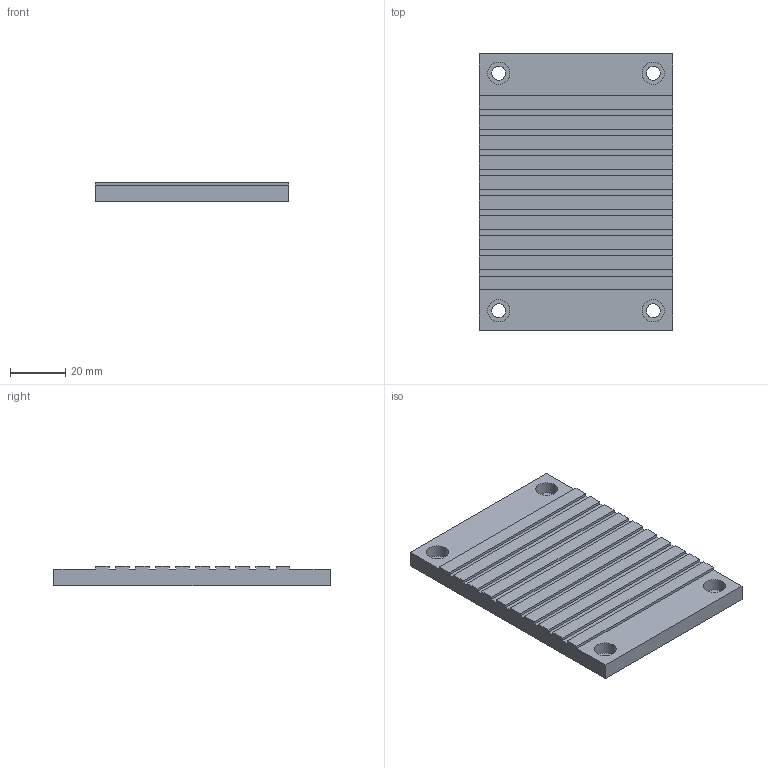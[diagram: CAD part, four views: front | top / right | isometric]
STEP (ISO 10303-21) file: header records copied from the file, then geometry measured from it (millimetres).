
FILE_DESCRIPTION(/* description */ (''),/* implementation_level */ '2;1');
FILE_NAME(/* name */ 'Scales parallel lines (1).step',/* time_stamp */ '2024-03-14T16:17:32+02:00',/* author */ (''),/* organization */ (''),/* preprocessor_version */ 'ST-DEVELOPER v20',/* originating_system */ 'Autodesk Translation Framework v12.20.1.177',/* authorisation */ '');
FILE_SCHEMA (('AUTOMOTIVE_DESIGN { 1 0 10303 214 3 1 1 }'));
Length unit declared in the file: millimetre
Products named in the file (1): (Unsaved)
Bounding box: 70 x 100 x 7 mm (x, y, z)
Volume: 44477.4 mm3; surface area: 17929.6 mm2
Topology: 1 solids, 1 shells, 58 faces, 156 edges, 104 vertices
Faces by surface type: plane 50, cylinder 8
Full cylindrical faces by diameter (mm): 5 x4, 8 x4
Entity records: 1845 total; most frequent: CARTESIAN_POINT 319, ORIENTED_EDGE 312, DIRECTION 290, EDGE_CURVE 156, LINE 140, VECTOR 140, VERTEX_POINT 104, AXIS2_PLACEMENT_3D 75
